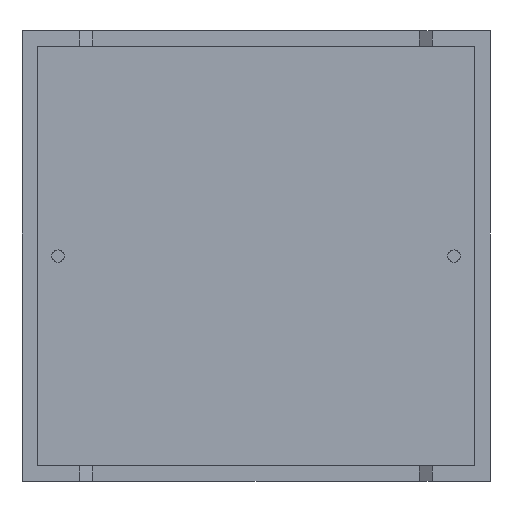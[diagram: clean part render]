
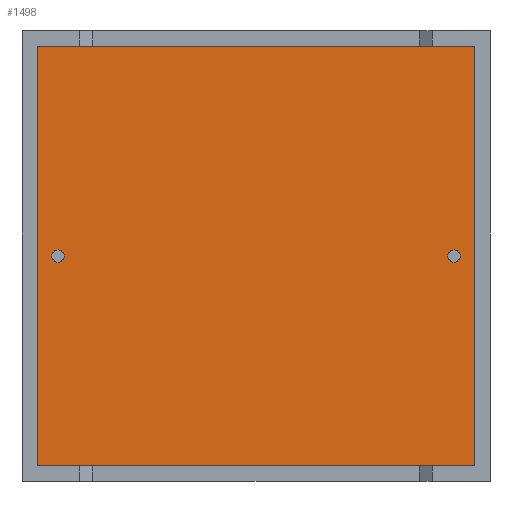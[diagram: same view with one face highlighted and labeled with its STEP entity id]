
A CAD part, front view. The second image highlights one B-rep face of the part: STEP entity #1498.
In plain terms, the highlighted planar face has unit normal (0, -1, 0).
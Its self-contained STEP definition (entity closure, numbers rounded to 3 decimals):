
#32 = CARTESIAN_POINT ( 'NONE',  ( 31.417, 0.75, 1.083 ) ) ;
#40 = ORIENTED_EDGE ( 'NONE', *, *, #1601, .T. ) ;
#66 = EDGE_CURVE ( 'NONE', #2591, #2587, #1729, .T. ) ;
#83 = VERTEX_POINT ( 'NONE', #2488 ) ;
#121 = CARTESIAN_POINT ( 'NONE',  ( 31.417, 0.75, 30.217 ) ) ;
#129 = CARTESIAN_POINT ( 'NONE',  ( 30., 0.75, 16.075 ) ) ;
#194 = EDGE_LOOP ( 'NONE', ( #1738, #40, #1276, #846 ) ) ;
#230 = CARTESIAN_POINT ( 'NONE',  ( 30., 0.75, 15.65 ) ) ;
#245 = ORIENTED_EDGE ( 'NONE', *, *, #349, .F. ) ;
#260 = AXIS2_PLACEMENT_3D ( 'NONE', #2672, #1970, #832 ) ;
#325 = ORIENTED_EDGE ( 'NONE', *, *, #2746, .F. ) ;
#349 = EDGE_CURVE ( 'NONE', #996, #1557, #1362, .T. ) ;
#391 = LINE ( 'NONE', #2105, #1760 ) ;
#406 = DIRECTION ( 'NONE',  ( 1., 0., 0. ) ) ;
#512 = VERTEX_POINT ( 'NONE', #32 ) ;
#586 = DIRECTION ( 'NONE',  ( 0., -1., 0. ) ) ;
#650 = EDGE_CURVE ( 'NONE', #898, #2971, #1835, .T. ) ;
#697 = DIRECTION ( 'NONE',  ( 0., -1., 0. ) ) ;
#832 = DIRECTION ( 'NONE',  ( 0., 0., -1. ) ) ;
#846 = ORIENTED_EDGE ( 'NONE', *, *, #66, .T. ) ;
#871 = DIRECTION ( 'NONE',  ( 0., -1., 0. ) ) ;
#898 = VERTEX_POINT ( 'NONE', #129 ) ;
#924 = CIRCLE ( 'NONE', #2862, 0.425 ) ;
#962 = VECTOR ( 'NONE', #2039, 1000. ) ;
#996 = VERTEX_POINT ( 'NONE', #2097 ) ;
#1018 = FACE_OUTER_BOUND ( 'NONE', #194, .T. ) ;
#1053 = PLANE ( 'NONE',  #1215 ) ;
#1086 = EDGE_CURVE ( 'NONE', #2587, #83, #391, .T. ) ;
#1135 = DIRECTION ( 'NONE',  ( 0., 0., -1. ) ) ;
#1176 = VECTOR ( 'NONE', #2682, 1000. ) ;
#1215 = AXIS2_PLACEMENT_3D ( 'NONE', #2979, #1582, #2761 ) ;
#1276 = ORIENTED_EDGE ( 'NONE', *, *, #2448, .T. ) ;
#1278 = DIRECTION ( 'NONE',  ( 0., 0., -1. ) ) ;
#1362 = CIRCLE ( 'NONE', #2020, 0.425 ) ;
#1456 = EDGE_LOOP ( 'NONE', ( #2993, #245 ) ) ;
#1498 = ADVANCED_FACE ( 'NONE', ( #2226, #1018, #1897 ), #1053, .T. ) ;
#1557 = VERTEX_POINT ( 'NONE', #1814 ) ;
#1563 = CARTESIAN_POINT ( 'NONE',  ( 31.417, 0.75, 1.083 ) ) ;
#1582 = DIRECTION ( 'NONE',  ( 0., -1., 0. ) ) ;
#1591 = CIRCLE ( 'NONE', #260, 0.425 ) ;
#1601 = EDGE_CURVE ( 'NONE', #83, #512, #2781, .T. ) ;
#1609 = ORIENTED_EDGE ( 'NONE', *, *, #650, .F. ) ;
#1729 = LINE ( 'NONE', #2877, #1176 ) ;
#1738 = ORIENTED_EDGE ( 'NONE', *, *, #1086, .T. ) ;
#1760 = VECTOR ( 'NONE', #2566, 1000. ) ;
#1805 = CARTESIAN_POINT ( 'NONE',  ( 2.5, 0.75, 15.65 ) ) ;
#1814 = CARTESIAN_POINT ( 'NONE',  ( 2.5, 0.75, 16.075 ) ) ;
#1834 = DIRECTION ( 'NONE',  ( 0., 0., -1. ) ) ;
#1835 = CIRCLE ( 'NONE', #2254, 0.425 ) ;
#1897 = FACE_BOUND ( 'NONE', #1456, .T. ) ;
#1970 = DIRECTION ( 'NONE',  ( 0., -1., 0. ) ) ;
#2006 = CARTESIAN_POINT ( 'NONE',  ( 30., 0.75, 15.65 ) ) ;
#2020 = AXIS2_PLACEMENT_3D ( 'NONE', #1805, #871, #1135 ) ;
#2039 = DIRECTION ( 'NONE',  ( 0., 0., 1. ) ) ;
#2097 = CARTESIAN_POINT ( 'NONE',  ( 2.5, 0.75, 15.225 ) ) ;
#2105 = CARTESIAN_POINT ( 'NONE',  ( 1.083, 0.75, 30.217 ) ) ;
#2214 = LINE ( 'NONE', #1563, #962 ) ;
#2226 = FACE_BOUND ( 'NONE', #2943, .T. ) ;
#2244 = CARTESIAN_POINT ( 'NONE',  ( 1.083, 0.75, 30.217 ) ) ;
#2254 = AXIS2_PLACEMENT_3D ( 'NONE', #2006, #586, #1278 ) ;
#2448 = EDGE_CURVE ( 'NONE', #512, #2591, #2214, .T. ) ;
#2488 = CARTESIAN_POINT ( 'NONE',  ( 1.083, 0.75, 1.083 ) ) ;
#2545 = CARTESIAN_POINT ( 'NONE',  ( 1.083, 0.75, 1.083 ) ) ;
#2566 = DIRECTION ( 'NONE',  ( 0., 0., -1. ) ) ;
#2587 = VERTEX_POINT ( 'NONE', #2244 ) ;
#2591 = VERTEX_POINT ( 'NONE', #121 ) ;
#2672 = CARTESIAN_POINT ( 'NONE',  ( 2.5, 0.75, 15.65 ) ) ;
#2682 = DIRECTION ( 'NONE',  ( -1., 0., 0. ) ) ;
#2691 = CARTESIAN_POINT ( 'NONE',  ( 30., 0.75, 15.225 ) ) ;
#2746 = EDGE_CURVE ( 'NONE', #2971, #898, #924, .T. ) ;
#2761 = DIRECTION ( 'NONE',  ( 0., 0., -1. ) ) ;
#2781 = LINE ( 'NONE', #2545, #2887 ) ;
#2862 = AXIS2_PLACEMENT_3D ( 'NONE', #230, #697, #1834 ) ;
#2877 = CARTESIAN_POINT ( 'NONE',  ( 31.417, 0.75, 30.217 ) ) ;
#2887 = VECTOR ( 'NONE', #406, 1000. ) ;
#2943 = EDGE_LOOP ( 'NONE', ( #1609, #325 ) ) ;
#2971 = VERTEX_POINT ( 'NONE', #2691 ) ;
#2979 = CARTESIAN_POINT ( 'NONE',  ( 0., 0.75, 0. ) ) ;
#2993 = ORIENTED_EDGE ( 'NONE', *, *, #3051, .F. ) ;
#3051 = EDGE_CURVE ( 'NONE', #1557, #996, #1591, .T. ) ;
